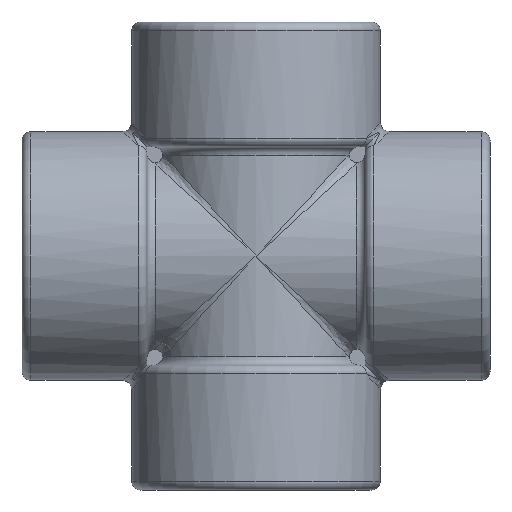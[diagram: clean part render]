
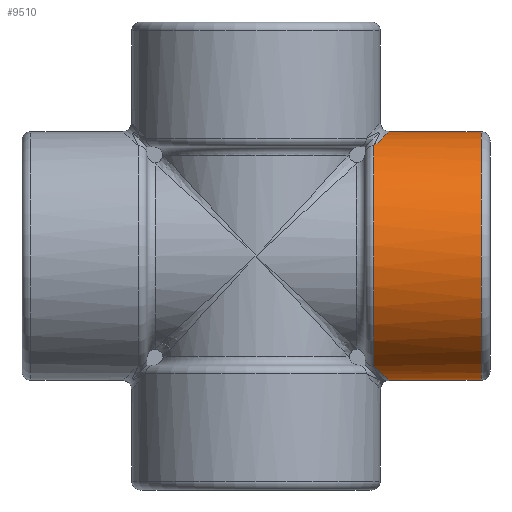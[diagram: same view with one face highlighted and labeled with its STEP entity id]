
A CAD part, front view. The second image highlights one B-rep face of the part: STEP entity #9510.
In plain terms, the highlighted cylindrical face has radius 32.131 mm (diameter 64.262 mm), a full revolution.
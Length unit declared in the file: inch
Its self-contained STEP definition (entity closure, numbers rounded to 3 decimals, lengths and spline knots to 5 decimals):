
#76=FACE_BOUND($,#2570,.T.);
#255=CIRCLE($,#10130,1.265);
#256=CIRCLE($,#10132,1.265);
#257=CIRCLE($,#10134,1.265);
#1558=CYLINDRICAL_SURFACE($,#10131,1.265);
#2010=FACE_OUTER_BOUND($,#2569,.T.);
#2569=EDGE_LOOP($,(#8365));
#2570=EDGE_LOOP($,(#8366,#8367,#8368,#8369));
#2839=ELLIPSE($,#10133,1.85371,1.265);
#2840=ELLIPSE($,#10135,1.85371,1.265);
#4302=VERTEX_POINT($,#20643);
#4304=VERTEX_POINT($,#20655);
#4306=VERTEX_POINT($,#20697);
#4307=VERTEX_POINT($,#20699);
#4308=VERTEX_POINT($,#20701);
#5692=EDGE_CURVE($,#4302,#4304,#255,.T.);
#5695=EDGE_CURVE($,#4306,#4306,#256,.T.);
#5696=EDGE_CURVE($,#4307,#4302,#2839,.T.);
#5697=EDGE_CURVE($,#4308,#4307,#257,.T.);
#5698=EDGE_CURVE($,#4304,#4308,#2840,.T.);
#8365=ORIENTED_EDGE($,*,*,#5695,.F.);
#8366=ORIENTED_EDGE($,*,*,#5692,.F.);
#8367=ORIENTED_EDGE($,*,*,#5696,.F.);
#8368=ORIENTED_EDGE($,*,*,#5697,.F.);
#8369=ORIENTED_EDGE($,*,*,#5698,.F.);
#9510=ADVANCED_FACE($,(#2010,#76),#1558,.T.);
#10130=AXIS2_PLACEMENT_3D($,#20659,#11775,#11776);
#10131=AXIS2_PLACEMENT_3D($,#20696,#11777,#11778);
#10132=AXIS2_PLACEMENT_3D($,#20698,#11779,#11780);
#10133=AXIS2_PLACEMENT_3D($,#20700,#11781,#11782);
#10134=AXIS2_PLACEMENT_3D($,#20702,#11783,#11784);
#10135=AXIS2_PLACEMENT_3D($,#20703,#11785,#11786);
#11775=DIRECTION('center_axis',(-1.,0.,0.));
#11776=DIRECTION('ref_axis',(0.,1.,0.));
#11777=DIRECTION('center_axis',(1.,0.,0.));
#11778=DIRECTION('ref_axis',(0.,1.,0.));
#11779=DIRECTION('center_axis',(1.,0.,0.));
#11780=DIRECTION('ref_axis',(0.,-1.,0.));
#11781=DIRECTION('center_axis',(-0.682,0.,
0.731));
#11782=DIRECTION('ref_axis',(0.731,0.,0.682));
#11783=DIRECTION('center_axis',(-1.,0.,0.));
#11784=DIRECTION('ref_axis',(0.,-1.,0.));
#11785=DIRECTION('center_axis',(-0.682,0.,
-0.731));
#11786=DIRECTION('ref_axis',(0.731,0.,-0.682));
#20643=CARTESIAN_POINT('',(1.2,0.58751,1.1203));
#20655=CARTESIAN_POINT('',(1.2,0.58751,-1.1203));
#20659=CARTESIAN_POINT('Origin',(1.2,0.,0.));
#20696=CARTESIAN_POINT('Origin',(1.745,0.,0.));
#20697=CARTESIAN_POINT('',(2.29,1.265,0.));
#20698=CARTESIAN_POINT('Origin',(2.29,0.,0.));
#20699=CARTESIAN_POINT('',(1.2,-0.58751,1.1203));
#20700=CARTESIAN_POINT('Origin',(0.,0.,0.));
#20701=CARTESIAN_POINT('',(1.2,-0.58751,-1.1203));
#20702=CARTESIAN_POINT('Origin',(1.2,0.,0.));
#20703=CARTESIAN_POINT('Origin',(0.,0.,0.));
